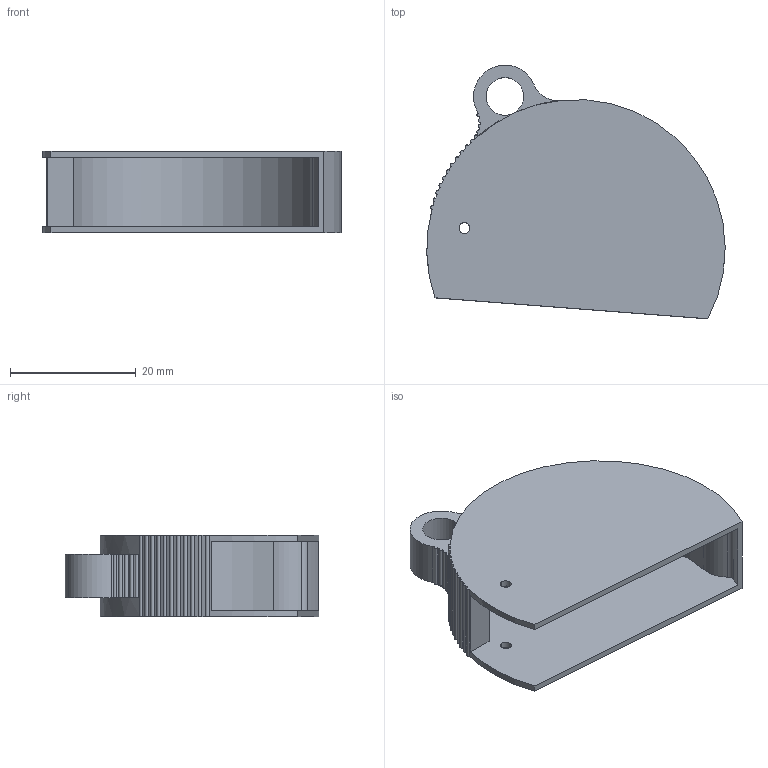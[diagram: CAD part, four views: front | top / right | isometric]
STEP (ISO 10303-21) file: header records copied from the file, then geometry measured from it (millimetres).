
FILE_DESCRIPTION(('CATIA V5 STEP Exchange'),'2;1');
FILE_NAME('Capote.stp','2020-04-05T14:02:16+00:00',('none'),('none'),'CATIA Unofficial Packaging Version SP3','CATIA V5 STEP AP203','none');
FILE_SCHEMA(('CONFIG_CONTROL_DESIGN'));
Length unit declared in the file: millimetre
Products named in the file (1): Capote
Bounding box: 47.54 x 40.4 x 13 mm (x, y, z)
Volume: 6110 mm3; surface area: 7069.4 mm2
Topology: 1 solids, 1 shells, 57 faces, 170 edges, 113 vertices
Faces by surface type: cylinder 49, plane 8
Entity records: 1823 total; most frequent: ORIENTED_EDGE 340, CARTESIAN_POINT 319, DIRECTION 240, EDGE_CURVE 170, AXIS2_PLACEMENT_3D 145, VERTEX_POINT 113, CIRCLE 109, EDGE_LOOP 63
